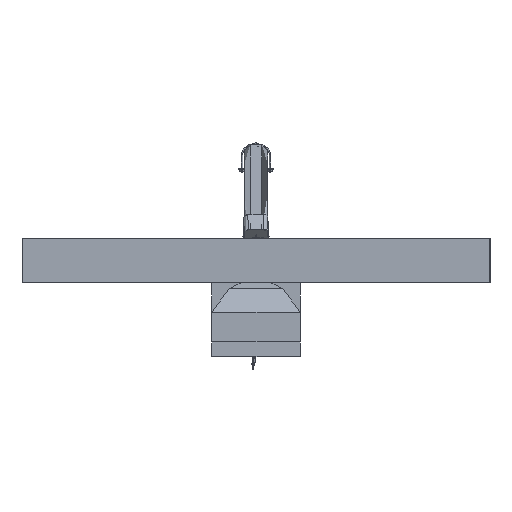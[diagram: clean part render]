
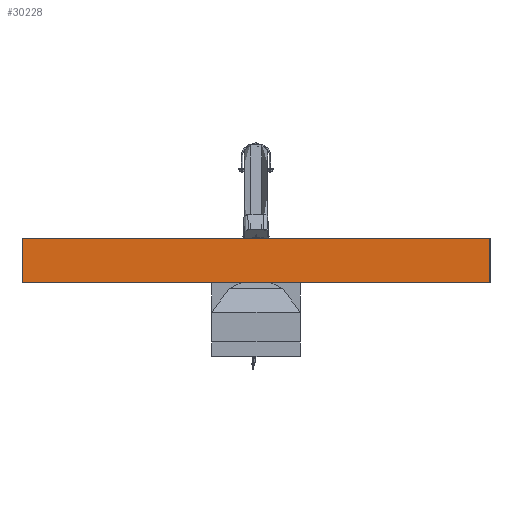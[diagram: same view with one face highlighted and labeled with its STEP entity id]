
A CAD part, left-side view. The second image highlights one B-rep face of the part: STEP entity #30228.
In plain terms, the highlighted planar face has unit normal (-1, 0, 0).
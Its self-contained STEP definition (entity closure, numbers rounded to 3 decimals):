
#1474 = ORIENTED_EDGE ( 'NONE', *, *, #63311, .F. ) ;
#5400 = LINE ( 'NONE', #39810, #51236 ) ;
#5940 = CARTESIAN_POINT ( 'NONE',  ( -4924.683, 2470.252, -300. ) ) ;
#6146 = ORIENTED_EDGE ( 'NONE', *, *, #34645, .T. ) ;
#7003 = DIRECTION ( 'NONE',  ( 0., -1., 0. ) ) ;
#10998 = EDGE_CURVE ( 'NONE', #50999, #20331, #5400, .T. ) ;
#12802 = CARTESIAN_POINT ( 'NONE',  ( -4924.683, 2470.252, 0. ) ) ;
#15672 = VECTOR ( 'NONE', #58614, 1000. ) ;
#18438 = CARTESIAN_POINT ( 'NONE',  ( -4924.683, 2470.252, -300. ) ) ;
#20331 = VERTEX_POINT ( 'NONE', #66850 ) ;
#23278 = DIRECTION ( 'NONE',  ( 0., 0., 1. ) ) ;
#23400 = LINE ( 'NONE', #71247, #52133 ) ;
#28495 = FACE_OUTER_BOUND ( 'NONE', #41963, .T. ) ;
#28801 = PLANE ( 'NONE',  #42967 ) ;
#29850 = DIRECTION ( 'NONE',  ( 0., 0., 1. ) ) ;
#30228 = ADVANCED_FACE ( 'NONE', ( #28495 ), #28801, .T. ) ;
#31564 = EDGE_CURVE ( 'NONE', #67380, #20331, #37331, .T. ) ;
#34645 = EDGE_CURVE ( 'NONE', #59933, #50999, #56008, .T. ) ;
#36862 = DIRECTION ( 'NONE',  ( 0., 0., 1. ) ) ;
#37331 = LINE ( 'NONE', #12802, #66065 ) ;
#39810 = CARTESIAN_POINT ( 'NONE',  ( -4924.683, -689.748, -300. ) ) ;
#41963 = EDGE_LOOP ( 'NONE', ( #67763, #1474, #6146, #71456 ) ) ;
#42967 = AXIS2_PLACEMENT_3D ( 'NONE', #5940, #57664, #23278 ) ;
#46301 = CARTESIAN_POINT ( 'NONE',  ( -4924.683, 2470.252, -300. ) ) ;
#50999 = VERTEX_POINT ( 'NONE', #62968 ) ;
#51236 = VECTOR ( 'NONE', #29850, 1000. ) ;
#52133 = VECTOR ( 'NONE', #36862, 1000. ) ;
#56008 = LINE ( 'NONE', #18438, #15672 ) ;
#57664 = DIRECTION ( 'NONE',  ( -1., 0., 0. ) ) ;
#58614 = DIRECTION ( 'NONE',  ( 0., -1., 0. ) ) ;
#59933 = VERTEX_POINT ( 'NONE', #46301 ) ;
#62968 = CARTESIAN_POINT ( 'NONE',  ( -4924.683, -689.748, -300. ) ) ;
#63311 = EDGE_CURVE ( 'NONE', #59933, #67380, #23400, .T. ) ;
#63727 = CARTESIAN_POINT ( 'NONE',  ( -4924.683, 2470.252, 0. ) ) ;
#66065 = VECTOR ( 'NONE', #7003, 1000. ) ;
#66850 = CARTESIAN_POINT ( 'NONE',  ( -4924.683, -689.748, 0. ) ) ;
#67380 = VERTEX_POINT ( 'NONE', #63727 ) ;
#67763 = ORIENTED_EDGE ( 'NONE', *, *, #31564, .F. ) ;
#71247 = CARTESIAN_POINT ( 'NONE',  ( -4924.683, 2470.252, -300. ) ) ;
#71456 = ORIENTED_EDGE ( 'NONE', *, *, #10998, .T. ) ;
